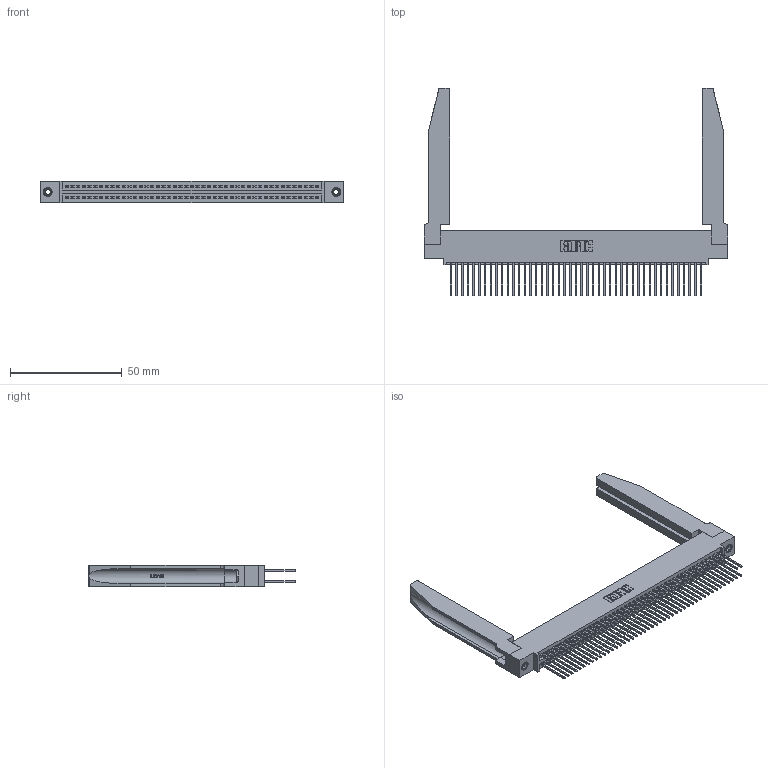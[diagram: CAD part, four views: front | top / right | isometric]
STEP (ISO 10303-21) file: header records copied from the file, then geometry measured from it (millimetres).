
FILE_DESCRIPTION (( 'STEP AP203' ), '1' );
FILE_NAME ('345-090-540-578.STEP', '2019-11-01T15:45:55', ( '' ), ( '' ), 'SwSTEP 2.0', 'SolidWorks 2016', '' );
FILE_SCHEMA (( 'CONFIG_CONTROL_DESIGN' ));
Length unit declared in the file: inch
Products named in the file (5): 345-250-001_345-250-001-102; 345 Part_0.110 Offset - 0.156 Dia-TH; 345-292-001_345-293-140; 345-220-078_345-220-078; 345-090-540-578
Assembly tree (95 placements, depth 2):
  345-090-540-578
    345 Part_0.110 Offset - 0.156 Dia-TH
    345-292-001_345-293-140  x90
    345-250-001_345-250-001-102  x2
    345-220-078_345-220-078  x2
Bounding box: 135.53 x 92.89 x 9.4 mm (x, y, z)
Volume: 21232.1 mm3; surface area: 28470.8 mm2
Topology: 95 solids, 95 shells, 4864 faces, 14371 edges, 9450 vertices
Faces by surface type: plane 3196, cylinder 1616, bspline 36, cone 12, torus 4
Entity records: 39794 total; most frequent: CARTESIAN_POINT 7587, ORIENTED_EDGE 6418, DIRECTION 5679, EDGE_CURVE 3209, LINE 2803, VECTOR 2803, VERTEX_POINT 2132, AXIS2_PLACEMENT_3D 1438
